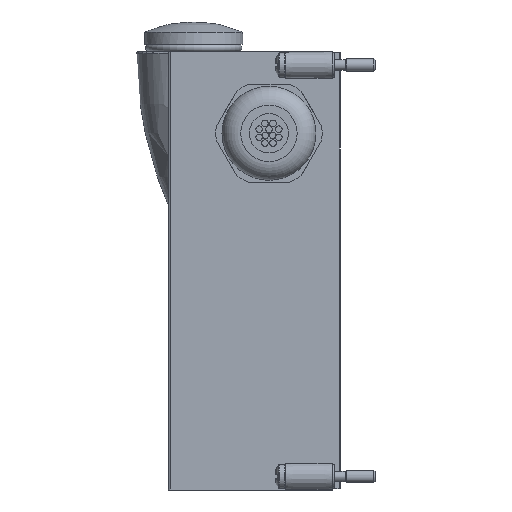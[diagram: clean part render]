
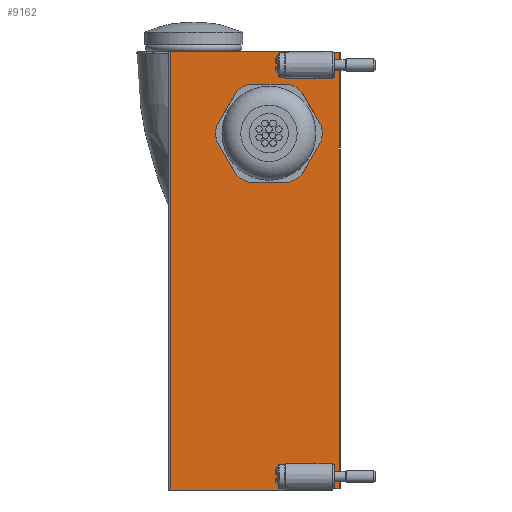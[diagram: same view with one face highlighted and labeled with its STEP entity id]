
A CAD part, left-side view. The second image highlights one B-rep face of the part: STEP entity #9162.
In plain terms, the highlighted planar face has unit normal (-1, 0.009, 0).
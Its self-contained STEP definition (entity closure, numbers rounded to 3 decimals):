
#451=ELLIPSE('',#9949,10.866,10.865);
#1866=ORIENTED_EDGE('',*,*,#4305,.F.);
#1867=ORIENTED_EDGE('',*,*,#4306,.F.);
#1868=ORIENTED_EDGE('',*,*,#4307,.T.);
#1869=ORIENTED_EDGE('',*,*,#4308,.F.);
#1870=ORIENTED_EDGE('',*,*,#4309,.F.);
#1871=ORIENTED_EDGE('',*,*,#4310,.F.);
#1872=ORIENTED_EDGE('',*,*,#4311,.F.);
#1873=ORIENTED_EDGE('',*,*,#4312,.F.);
#1874=ORIENTED_EDGE('',*,*,#4313,.F.);
#1875=ORIENTED_EDGE('',*,*,#4314,.T.);
#1876=ORIENTED_EDGE('',*,*,#4303,.T.);
#1877=ORIENTED_EDGE('',*,*,#4315,.F.);
#1878=ORIENTED_EDGE('',*,*,#4316,.F.);
#1879=ORIENTED_EDGE('',*,*,#4317,.F.);
#1880=ORIENTED_EDGE('',*,*,#4318,.F.);
#1881=ORIENTED_EDGE('',*,*,#4319,.F.);
#1882=ORIENTED_EDGE('',*,*,#4320,.T.);
#1883=ORIENTED_EDGE('',*,*,#4321,.F.);
#1884=ORIENTED_EDGE('',*,*,#4215,.T.);
#1885=ORIENTED_EDGE('',*,*,#4322,.F.);
#1886=ORIENTED_EDGE('',*,*,#4323,.F.);
#4215=EDGE_CURVE('',#5427,#5426,#6168,.T.);
#4303=EDGE_CURVE('',#5499,#5498,#6224,.T.);
#4305=EDGE_CURVE('',#5500,#5500,#451,.F.);
#4306=EDGE_CURVE('',#5501,#5502,#6225,.T.);
#4307=EDGE_CURVE('',#5501,#5503,#6226,.T.);
#4308=EDGE_CURVE('',#5504,#5503,#6227,.T.);
#4309=EDGE_CURVE('',#5505,#5504,#6228,.T.);
#4310=EDGE_CURVE('',#5506,#5505,#6229,.T.);
#4311=EDGE_CURVE('',#5507,#5506,#6230,.T.);
#4312=EDGE_CURVE('',#5508,#5507,#6231,.T.);
#4313=EDGE_CURVE('',#5509,#5508,#6232,.T.);
#4314=EDGE_CURVE('',#5509,#5499,#6233,.T.);
#4315=EDGE_CURVE('',#5510,#5498,#6234,.T.);
#4316=EDGE_CURVE('',#5511,#5510,#6235,.T.);
#4317=EDGE_CURVE('',#5512,#5511,#6236,.T.);
#4318=EDGE_CURVE('',#5513,#5512,#6237,.T.);
#4319=EDGE_CURVE('',#5514,#5513,#6238,.T.);
#4320=EDGE_CURVE('',#5514,#5515,#6239,.T.);
#4321=EDGE_CURVE('',#5427,#5515,#6240,.T.);
#4322=EDGE_CURVE('',#5516,#5426,#6241,.T.);
#4323=EDGE_CURVE('',#5502,#5516,#6242,.T.);
#5426=VERTEX_POINT('',#15134);
#5427=VERTEX_POINT('',#15136);
#5498=VERTEX_POINT('',#15371);
#5499=VERTEX_POINT('',#15373);
#5500=VERTEX_POINT('',#15377);
#5501=VERTEX_POINT('',#15379);
#5502=VERTEX_POINT('',#15380);
#5503=VERTEX_POINT('',#15382);
#5504=VERTEX_POINT('',#15384);
#5505=VERTEX_POINT('',#15386);
#5506=VERTEX_POINT('',#15388);
#5507=VERTEX_POINT('',#15390);
#5508=VERTEX_POINT('',#15392);
#5509=VERTEX_POINT('',#15394);
#5510=VERTEX_POINT('',#15397);
#5511=VERTEX_POINT('',#15399);
#5512=VERTEX_POINT('',#15401);
#5513=VERTEX_POINT('',#15403);
#5514=VERTEX_POINT('',#15405);
#5515=VERTEX_POINT('',#15407);
#5516=VERTEX_POINT('',#15410);
#6168=LINE('',#15135,#6703);
#6224=LINE('',#15372,#6759);
#6225=LINE('',#15378,#6760);
#6226=LINE('',#15381,#6761);
#6227=LINE('',#15383,#6762);
#6228=LINE('',#15385,#6763);
#6229=LINE('',#15387,#6764);
#6230=LINE('',#15389,#6765);
#6231=LINE('',#15391,#6766);
#6232=LINE('',#15393,#6767);
#6233=LINE('',#15395,#6768);
#6234=LINE('',#15396,#6769);
#6235=LINE('',#15398,#6770);
#6236=LINE('',#15400,#6771);
#6237=LINE('',#15402,#6772);
#6238=LINE('',#15404,#6773);
#6239=LINE('',#15406,#6774);
#6240=LINE('',#15408,#6775);
#6241=LINE('',#15409,#6776);
#6242=LINE('',#15411,#6777);
#6703=VECTOR('',#11360,1000.);
#6759=VECTOR('',#11492,1000.);
#6760=VECTOR('',#11499,1000.);
#6761=VECTOR('',#11500,1000.);
#6762=VECTOR('',#11501,1000.);
#6763=VECTOR('',#11502,1000.);
#6764=VECTOR('',#11503,1000.);
#6765=VECTOR('',#11504,1000.);
#6766=VECTOR('',#11505,1000.);
#6767=VECTOR('',#11506,1000.);
#6768=VECTOR('',#11507,1000.);
#6769=VECTOR('',#11508,1000.);
#6770=VECTOR('',#11509,1000.);
#6771=VECTOR('',#11510,1000.);
#6772=VECTOR('',#11511,1000.);
#6773=VECTOR('',#11512,1000.);
#6774=VECTOR('',#11513,1000.);
#6775=VECTOR('',#11514,1000.);
#6776=VECTOR('',#11515,1000.);
#6777=VECTOR('',#11516,1000.);
#7249=EDGE_LOOP('',(#1866));
#7250=EDGE_LOOP('',(#1867,#1868,#1869,#1870,#1871,#1872,#1873,#1874,#1875,
#1876,#1877,#1878,#1879,#1880,#1881,#1882,#1883,#1884,#1885,#1886));
#8087=FACE_BOUND('',#7249,.T.);
#8088=FACE_BOUND('',#7250,.T.);
#8825=PLANE('',#9948);
#9162=ADVANCED_FACE('',(#8087,#8088),#8825,.F.);
#9948=AXIS2_PLACEMENT_3D('',#15375,#11495,#11496);
#9949=AXIS2_PLACEMENT_3D('',#15376,#11497,#11498);
#11360=DIRECTION('',(-0.009,-1.,0.));
#11492=DIRECTION('',(-0.009,-1.,0.));
#11495=DIRECTION('',(1.,-0.009,0.));
#11496=DIRECTION('',(0.009,1.,0.));
#11497=DIRECTION('',(1.,-0.009,0.));
#11498=DIRECTION('',(-0.009,-1.,0.));
#11499=DIRECTION('',(0.,0.,1.));
#11500=DIRECTION('',(0.009,1.,0.));
#11501=DIRECTION('',(0.,0.,1.));
#11502=DIRECTION('',(-0.009,-1.,-0.009));
#11503=DIRECTION('',(0.,0.,-1.));
#11504=DIRECTION('',(0.009,1.,-0.009));
#11505=DIRECTION('',(0.,0.,-1.));
#11506=DIRECTION('',(-0.009,-1.,0.));
#11507=DIRECTION('',(0.,0.,-1.));
#11508=DIRECTION('',(0.,0.,-1.));
#11509=DIRECTION('',(-0.009,-1.,-0.009));
#11510=DIRECTION('',(0.,0.,-1.));
#11511=DIRECTION('',(0.009,1.,-0.009));
#11512=DIRECTION('',(0.,0.,1.));
#11513=DIRECTION('',(-0.009,-1.,0.));
#11514=DIRECTION('',(0.,0.,1.));
#11515=DIRECTION('',(0.,0.,-1.));
#11516=DIRECTION('',(-0.009,-1.,0.));
#15134=CARTESIAN_POINT('',(-13.915,-35.597,-53.35));
#15135=CARTESIAN_POINT('',(-13.554,5.704,-53.35));
#15136=CARTESIAN_POINT('',(-13.904,-34.4,-53.35));
#15371=CARTESIAN_POINT('',(-13.9,-33.9,-53.65));
#15372=CARTESIAN_POINT('',(-13.554,5.704,-53.65));
#15373=CARTESIAN_POINT('',(-13.554,5.704,-53.65));
#15375=CARTESIAN_POINT('',(-13.554,5.704,53.35));
#15376=CARTESIAN_POINT('',(-13.766,-18.495,33.65));
#15377=CARTESIAN_POINT('',(-13.86,-29.36,33.65));
#15378=CARTESIAN_POINT('',(-13.904,-34.4,53.35));
#15379=CARTESIAN_POINT('',(-13.904,-34.4,47.35));
#15380=CARTESIAN_POINT('',(-13.904,-34.4,53.35));
#15381=CARTESIAN_POINT('',(-13.554,5.704,47.35));
#15382=CARTESIAN_POINT('',(-13.9,-33.9,47.35));
#15383=CARTESIAN_POINT('',(-13.9,-33.9,53.35));
#15384=CARTESIAN_POINT('',(-13.9,-33.9,47.066));
#15385=CARTESIAN_POINT('',(-13.554,5.756,47.412));
#15386=CARTESIAN_POINT('',(-13.8,-22.4,47.167));
#15387=CARTESIAN_POINT('',(-13.8,-22.4,53.35));
#15388=CARTESIAN_POINT('',(-13.8,-22.4,53.533));
#15389=CARTESIAN_POINT('',(-13.554,5.704,53.288));
#15390=CARTESIAN_POINT('',(-13.9,-33.9,53.634));
#15391=CARTESIAN_POINT('',(-13.9,-33.9,53.65));
#15392=CARTESIAN_POINT('',(-13.9,-33.9,53.65));
#15393=CARTESIAN_POINT('',(-13.554,5.704,53.65));
#15394=CARTESIAN_POINT('',(-13.554,5.704,53.65));
#15395=CARTESIAN_POINT('',(-13.554,5.704,53.35));
#15396=CARTESIAN_POINT('',(-13.9,-33.9,53.65));
#15397=CARTESIAN_POINT('',(-13.9,-33.9,-53.634));
#15398=CARTESIAN_POINT('',(-13.546,6.635,-53.28));
#15399=CARTESIAN_POINT('',(-13.8,-22.4,-53.533));
#15400=CARTESIAN_POINT('',(-13.8,-22.4,53.35));
#15401=CARTESIAN_POINT('',(-13.8,-22.4,-47.167));
#15402=CARTESIAN_POINT('',(-13.562,4.825,-47.404));
#15403=CARTESIAN_POINT('',(-13.9,-33.9,-47.066));
#15404=CARTESIAN_POINT('',(-13.9,-33.9,53.35));
#15405=CARTESIAN_POINT('',(-13.9,-33.9,-47.35));
#15406=CARTESIAN_POINT('',(-13.554,5.704,-47.35));
#15407=CARTESIAN_POINT('',(-13.904,-34.4,-47.35));
#15408=CARTESIAN_POINT('',(-13.904,-34.4,53.35));
#15409=CARTESIAN_POINT('',(-13.915,-35.597,53.35));
#15410=CARTESIAN_POINT('',(-13.915,-35.597,53.35));
#15411=CARTESIAN_POINT('',(-13.554,5.704,53.35));
